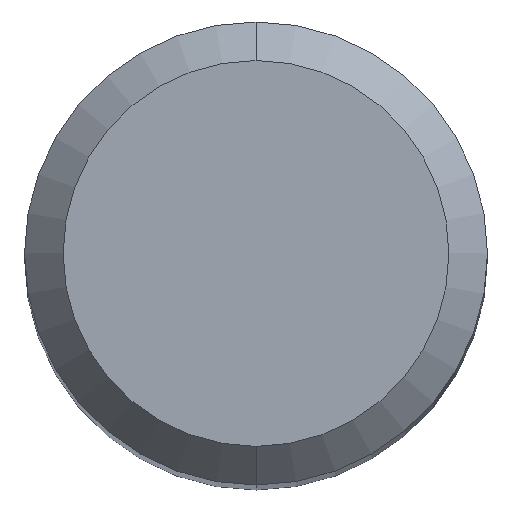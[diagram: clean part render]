
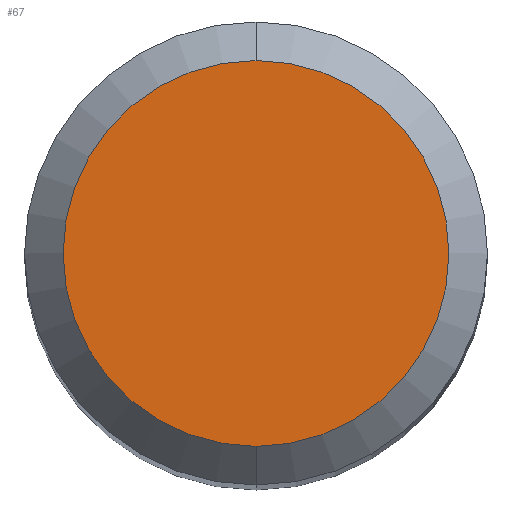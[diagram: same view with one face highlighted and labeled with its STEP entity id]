
A CAD part, top view. The second image highlights one B-rep face of the part: STEP entity #67.
In plain terms, the highlighted planar face has unit normal (0, 0, 1).
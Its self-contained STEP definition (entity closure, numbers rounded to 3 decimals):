
#51=PLANE('',#376);
#67=ADVANCED_FACE('',(#89),#51,.F.);
#89=FACE_OUTER_BOUND('',#105,.T.);
#105=EDGE_LOOP('',(#160,#161));
#160=ORIENTED_EDGE('',*,*,#205,.F.);
#161=ORIENTED_EDGE('',*,*,#203,.F.);
#176=VERTEX_POINT('',#602);
#177=VERTEX_POINT('',#604);
#203=EDGE_CURVE('',#176,#177,#223,.T.);
#205=EDGE_CURVE('',#177,#176,#224,.T.);
#223=CIRCLE('',#372,2.5);
#224=CIRCLE('',#374,2.5);
#372=AXIS2_PLACEMENT_3D('',#603,#468,#469);
#374=AXIS2_PLACEMENT_3D('',#607,#473,#474);
#376=AXIS2_PLACEMENT_3D('',#609,#477,#478);
#468=DIRECTION('',(0.,0.,-1.));
#469=DIRECTION('',(0.,-1.,0.));
#473=DIRECTION('',(0.,0.,-1.));
#474=DIRECTION('',(0.,1.,0.));
#477=DIRECTION('',(0.,0.,-1.));
#478=DIRECTION('',(0.,1.,0.));
#602=CARTESIAN_POINT('',(0.,-2.5,50.));
#603=CARTESIAN_POINT('',(0.,0.,50.));
#604=CARTESIAN_POINT('',(0.,2.5,50.));
#607=CARTESIAN_POINT('',(0.,0.,50.));
#609=CARTESIAN_POINT('',(0.,0.,50.));
